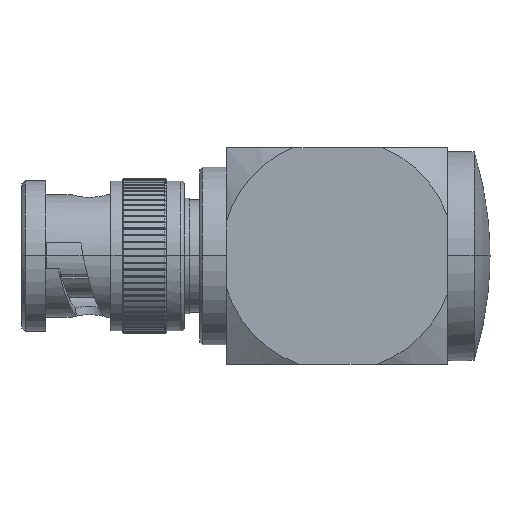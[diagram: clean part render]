
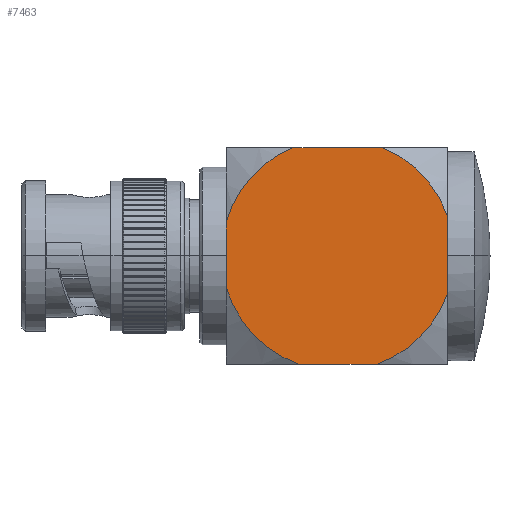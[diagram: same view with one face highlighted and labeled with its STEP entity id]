
A CAD part, top view. The second image highlights one B-rep face of the part: STEP entity #7463.
In plain terms, the highlighted planar face has unit normal (0, 0, 1).
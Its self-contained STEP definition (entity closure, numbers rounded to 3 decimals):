
#65 = AXIS2_PLACEMENT_3D ( 'NONE', #190, #9017, #11533 ) ;
#190 = CARTESIAN_POINT ( 'NONE',  ( 39.265, 10., 10. ) ) ;
#350 = CIRCLE ( 'NONE', #14312, 10.735 ) ;
#1043 = CARTESIAN_POINT ( 'NONE',  ( 39.265, -10., 10. ) ) ;
#1180 = DIRECTION ( 'NONE',  ( 0., -1., 0. ) ) ;
#1959 = EDGE_CURVE ( 'NONE', #7425, #3201, #3839, .T. ) ;
#2213 = DIRECTION ( 'NONE',  ( 0., 0., -1. ) ) ;
#2459 = EDGE_CURVE ( 'NONE', #3143, #5159, #5312, .T. ) ;
#2786 = DIRECTION ( 'NONE',  ( 0., 0., -1. ) ) ;
#3143 = VERTEX_POINT ( 'NONE', #16539 ) ;
#3201 = VERTEX_POINT ( 'NONE', #9035 ) ;
#3348 = ORIENTED_EDGE ( 'NONE', *, *, #14553, .F. ) ;
#3410 = LINE ( 'NONE', #1043, #4933 ) ;
#3485 = DIRECTION ( 'NONE',  ( -1., 0., 0. ) ) ;
#3517 = ORIENTED_EDGE ( 'NONE', *, *, #2459, .T. ) ;
#3839 = CIRCLE ( 'NONE', #4925, 10.735 ) ;
#4925 = AXIS2_PLACEMENT_3D ( 'NONE', #10303, #15441, #15516 ) ;
#4933 = VECTOR ( 'NONE', #15089, 1000. ) ;
#5129 = DIRECTION ( 'NONE',  ( 0., -1., 0. ) ) ;
#5159 = VERTEX_POINT ( 'NONE', #8579 ) ;
#5312 = LINE ( 'NONE', #7996, #7348 ) ;
#5815 = CARTESIAN_POINT ( 'NONE',  ( 39.265, -3.536, 10. ) ) ;
#5941 = DIRECTION ( 'NONE',  ( 0., 0., -1. ) ) ;
#6108 = VERTEX_POINT ( 'NONE', #15233 ) ;
#6189 = ORIENTED_EDGE ( 'NONE', *, *, #10874, .T. ) ;
#6216 = LINE ( 'NONE', #10092, #10561 ) ;
#6243 = CARTESIAN_POINT ( 'NONE',  ( 29.165, 0.1, 10. ) ) ;
#7348 = VECTOR ( 'NONE', #8165, 1000. ) ;
#7425 = VERTEX_POINT ( 'NONE', #8762 ) ;
#7447 = EDGE_CURVE ( 'NONE', #3143, #9878, #350, .T. ) ;
#7463 = ADVANCED_FACE ( 'NONE', ( #14144 ), #11794, .F. ) ;
#7913 = DIRECTION ( 'NONE',  ( -1., 0., 0. ) ) ;
#7996 = CARTESIAN_POINT ( 'NONE',  ( 39.265, 10., 10. ) ) ;
#8013 = VERTEX_POINT ( 'NONE', #11004 ) ;
#8165 = DIRECTION ( 'NONE',  ( -1., 0., 0. ) ) ;
#8579 = CARTESIAN_POINT ( 'NONE',  ( 25.013, 10., 10. ) ) ;
#8762 = CARTESIAN_POINT ( 'NONE',  ( 25.528, -10., 10. ) ) ;
#8880 = EDGE_CURVE ( 'NONE', #11900, #8013, #11224, .T. ) ;
#9017 = DIRECTION ( 'NONE',  ( 0., 0., -1. ) ) ;
#9035 = CARTESIAN_POINT ( 'NONE',  ( 18.865, -2.926, 10. ) ) ;
#9417 = CARTESIAN_POINT ( 'NONE',  ( 39.265, 3.737, 10. ) ) ;
#9563 = EDGE_CURVE ( 'NONE', #6108, #5159, #10445, .T. ) ;
#9878 = VERTEX_POINT ( 'NONE', #9417 ) ;
#9978 = CARTESIAN_POINT ( 'NONE',  ( 29.165, 0.1, 10. ) ) ;
#10089 = LINE ( 'NONE', #12689, #10264 ) ;
#10092 = CARTESIAN_POINT ( 'NONE',  ( 18.865, 10., 10. ) ) ;
#10241 = EDGE_LOOP ( 'NONE', ( #10568, #6189, #10271, #14020, #15687, #3348, #12144, #3517 ) ) ;
#10264 = VECTOR ( 'NONE', #5129, 1000. ) ;
#10271 = ORIENTED_EDGE ( 'NONE', *, *, #1959, .F. ) ;
#10303 = CARTESIAN_POINT ( 'NONE',  ( 29.165, 0.1, 10. ) ) ;
#10445 = CIRCLE ( 'NONE', #15281, 10.735 ) ;
#10561 = VECTOR ( 'NONE', #1180, 1000. ) ;
#10568 = ORIENTED_EDGE ( 'NONE', *, *, #9563, .F. ) ;
#10874 = EDGE_CURVE ( 'NONE', #6108, #3201, #6216, .T. ) ;
#11004 = CARTESIAN_POINT ( 'NONE',  ( 32.801, -10., 10. ) ) ;
#11224 = CIRCLE ( 'NONE', #13383, 10.735 ) ;
#11533 = DIRECTION ( 'NONE',  ( -1., 0., 0. ) ) ;
#11794 = PLANE ( 'NONE',  #65 ) ;
#11900 = VERTEX_POINT ( 'NONE', #5815 ) ;
#12144 = ORIENTED_EDGE ( 'NONE', *, *, #7447, .F. ) ;
#12339 = DIRECTION ( 'NONE',  ( -1., 0., 0. ) ) ;
#12689 = CARTESIAN_POINT ( 'NONE',  ( 39.265, 10., 10. ) ) ;
#12955 = CARTESIAN_POINT ( 'NONE',  ( 29.165, 0.1, 10. ) ) ;
#13133 = EDGE_CURVE ( 'NONE', #8013, #7425, #3410, .T. ) ;
#13383 = AXIS2_PLACEMENT_3D ( 'NONE', #12955, #2786, #7913 ) ;
#14020 = ORIENTED_EDGE ( 'NONE', *, *, #13133, .F. ) ;
#14144 = FACE_OUTER_BOUND ( 'NONE', #10241, .T. ) ;
#14312 = AXIS2_PLACEMENT_3D ( 'NONE', #6243, #2213, #3485 ) ;
#14553 = EDGE_CURVE ( 'NONE', #9878, #11900, #10089, .T. ) ;
#15089 = DIRECTION ( 'NONE',  ( -1., 0., 0. ) ) ;
#15233 = CARTESIAN_POINT ( 'NONE',  ( 18.865, 3.127, 10. ) ) ;
#15281 = AXIS2_PLACEMENT_3D ( 'NONE', #9978, #5941, #12339 ) ;
#15441 = DIRECTION ( 'NONE',  ( 0., 0., -1. ) ) ;
#15516 = DIRECTION ( 'NONE',  ( -1., 0., 0. ) ) ;
#15687 = ORIENTED_EDGE ( 'NONE', *, *, #8880, .F. ) ;
#16539 = CARTESIAN_POINT ( 'NONE',  ( 33.317, 10., 10. ) ) ;
